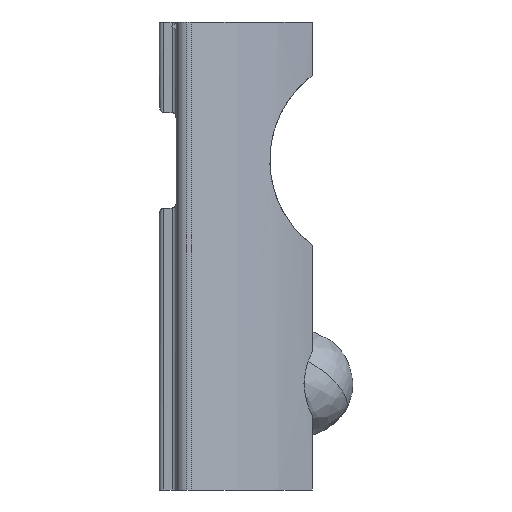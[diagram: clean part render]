
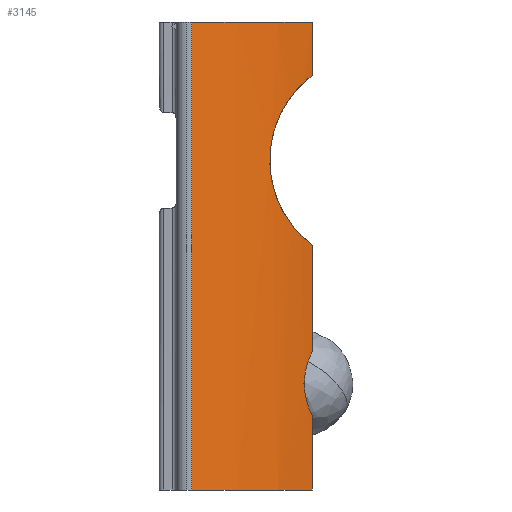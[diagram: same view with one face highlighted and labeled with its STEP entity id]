
A CAD part, left-side view. The second image highlights one B-rep face of the part: STEP entity #3145.
In plain terms, the highlighted cylindrical face has radius 15 mm (diameter 30 mm), a partial arc.
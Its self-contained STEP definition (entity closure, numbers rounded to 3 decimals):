
#18 = VECTOR ( 'NONE', #2706, 1000. ) ;
#97 = CARTESIAN_POINT ( 'NONE',  ( -2.5, -6.818, 5. ) ) ;
#139 = CIRCLE ( 'NONE', #722, 15. ) ;
#169 = ORIENTED_EDGE ( 'NONE', *, *, #2304, .T. ) ;
#196 = CIRCLE ( 'NONE', #3254, 15. ) ;
#220 = CARTESIAN_POINT ( 'NONE',  ( -4.122, -5.316, 14.406 ) ) ;
#230 = CARTESIAN_POINT ( 'NONE',  ( -2.328, -6.96, 19.32 ) ) ;
#345 = VERTEX_POINT ( 'NONE', #782 ) ;
#361 = VERTEX_POINT ( 'NONE', #1479 ) ;
#376 = CARTESIAN_POINT ( 'NONE',  ( -2.5, -6.818, 5.14 ) ) ;
#449 = CARTESIAN_POINT ( 'NONE',  ( -2.154, -7.088, 3.705 ) ) ;
#491 = CARTESIAN_POINT ( 'NONE',  ( -4.215, -5.215, 15.054 ) ) ;
#524 = EDGE_CURVE ( 'NONE', #361, #3398, #196, .T. ) ;
#647 = CARTESIAN_POINT ( 'NONE',  ( -2.488, -6.827, 5.278 ) ) ;
#665 = EDGE_CURVE ( 'NONE', #2702, #361, #746, .T. ) ;
#703 = DIRECTION ( 'NONE',  ( -1., 0., 0. ) ) ;
#705 = DIRECTION ( 'NONE',  ( 0., 0., 1. ) ) ;
#722 = AXIS2_PLACEMENT_3D ( 'NONE', #2662, #1042, #2930 ) ;
#726 = DIRECTION ( 'NONE',  ( 0., 0., 1. ) ) ;
#746 = LINE ( 'NONE', #3007, #18 ) ;
#762 = CARTESIAN_POINT ( 'NONE',  ( -4.229, -5.2, 15.717 ) ) ;
#782 = CARTESIAN_POINT ( 'NONE',  ( -2., -7.2, 6.5 ) ) ;
#850 = EDGE_CURVE ( 'NONE', #3398, #2900, #3222, .T. ) ;
#896 = ORIENTED_EDGE ( 'NONE', *, *, #665, .T. ) ;
#918 = EDGE_CURVE ( 'NONE', #1995, #2430, #1788, .T. ) ;
#925 = CARTESIAN_POINT ( 'NONE',  ( -2.409, -6.89, 5.681 ) ) ;
#960 = CARTESIAN_POINT ( 'NONE',  ( -2., -7.2, 11.5 ) ) ;
#968 = DIRECTION ( 'NONE',  ( 0., 0., -1. ) ) ;
#993 = CARTESIAN_POINT ( 'NONE',  ( -2.443, -6.864, 4.451 ) ) ;
#1017 = CARTESIAN_POINT ( 'NONE',  ( -2.628, -6.72, 11.893 ) ) ;
#1023 = CARTESIAN_POINT ( 'NONE',  ( -4.163, -5.272, 16.374 ) ) ;
#1042 = DIRECTION ( 'NONE',  ( 0., 0., 1. ) ) ;
#1079 = ORIENTED_EDGE ( 'NONE', *, *, #1328, .T. ) ;
#1176 = CARTESIAN_POINT ( 'NONE',  ( -2.154, -7.088, 6.295 ) ) ;
#1224 = CARTESIAN_POINT ( 'NONE',  ( 6.854, 4.908, 22. ) ) ;
#1254 = CARTESIAN_POINT ( 'NONE',  ( -2.5, -6.818, 4.86 ) ) ;
#1279 = CARTESIAN_POINT ( 'NONE',  ( -3.165, -6.257, 12.42 ) ) ;
#1288 = CARTESIAN_POINT ( 'NONE',  ( -3.966, -5.482, 17.21 ) ) ;
#1328 = EDGE_CURVE ( 'NONE', #345, #2215, #2654, .T. ) ;
#1460 = B_SPLINE_CURVE_WITH_KNOTS ( 'NONE', 3,
 ( #2371, #1815, #1017, #2906, #1279, #3167, #1552, #3440, #1826, #220, #2091, #491, #2376, #762, #2640, #1023, #2911, #1288, #3176, #1564, #3450, #1838, #230, #2101 ),
 .UNSPECIFIED., .F., .F.,
 ( 4, 2, 2, 2, 2, 2, 2, 2, 2, 2, 2, 4 ),
 ( 0., 0.001, 0.002, 0.003, 0.004, 0.005, 0.005, 0.006, 0.007, 0.008, 0.009, 0.011 ),
 .UNSPECIFIED. ) ;
#1479 = CARTESIAN_POINT ( 'NONE',  ( -6.702, -1.514, 0. ) ) ;
#1481 = FACE_OUTER_BOUND ( 'NONE', #1700, .T. ) ;
#1552 = CARTESIAN_POINT ( 'NONE',  ( -3.512, -5.935, 12.884 ) ) ;
#1564 = CARTESIAN_POINT ( 'NONE',  ( -3.413, -6.031, 18.289 ) ) ;
#1583 = ORIENTED_EDGE ( 'NONE', *, *, #850, .T. ) ;
#1662 = DIRECTION ( 'NONE',  ( 0., 0., 1. ) ) ;
#1700 = EDGE_LOOP ( 'NONE', ( #1583, #169, #1876, #1079, #1813, #3481, #3233, #896, #1793 ) ) ;
#1728 = B_SPLINE_CURVE_WITH_KNOTS ( 'NONE', 3,
 ( #97, #376, #647, #2529, #925, #2792, #1176, #3068 ),
 .UNSPECIFIED., .F., .F.,
 ( 4, 2, 2, 4 ),
 ( 0., 0., 0.001, 0.002 ),
 .UNSPECIFIED. ) ;
#1730 = AXIS2_PLACEMENT_3D ( 'NONE', #1224, #968, #703 ) ;
#1743 = CARTESIAN_POINT ( 'NONE',  ( -2., -7.2, 22. ) ) ;
#1788 = LINE ( 'NONE', #2574, #2893 ) ;
#1793 = ORIENTED_EDGE ( 'NONE', *, *, #524, .T. ) ;
#1813 = ORIENTED_EDGE ( 'NONE', *, *, #3313, .T. ) ;
#1815 = CARTESIAN_POINT ( 'NONE',  ( -2.328, -6.96, 11.68 ) ) ;
#1826 = CARTESIAN_POINT ( 'NONE',  ( -3.965, -5.482, 13.789 ) ) ;
#1838 = CARTESIAN_POINT ( 'NONE',  ( -2.628, -6.72, 19.107 ) ) ;
#1872 = CYLINDRICAL_SURFACE ( 'NONE', #1730, 15. ) ;
#1876 = ORIENTED_EDGE ( 'NONE', *, *, #3079, .T. ) ;
#1881 = CARTESIAN_POINT ( 'NONE',  ( -2.5, -6.818, 5. ) ) ;
#1939 = VECTOR ( 'NONE', #1662, 1000. ) ;
#1995 = VERTEX_POINT ( 'NONE', #2842 ) ;
#2054 = CARTESIAN_POINT ( 'NONE',  ( -2.278, -6.992, 3.935 ) ) ;
#2091 = CARTESIAN_POINT ( 'NONE',  ( -4.161, -5.274, 14.618 ) ) ;
#2101 = CARTESIAN_POINT ( 'NONE',  ( -2., -7.2, 19.5 ) ) ;
#2210 = CARTESIAN_POINT ( 'NONE',  ( -2., -7.2, 22. ) ) ;
#2215 = VERTEX_POINT ( 'NONE', #960 ) ;
#2304 = EDGE_CURVE ( 'NONE', #2900, #3486, #2917, .T. ) ;
#2339 = CARTESIAN_POINT ( 'NONE',  ( -2., -7.2, 3.5 ) ) ;
#2352 = DIRECTION ( 'NONE',  ( -1., 0., 0. ) ) ;
#2371 = CARTESIAN_POINT ( 'NONE',  ( -2., -7.2, 11.5 ) ) ;
#2376 = CARTESIAN_POINT ( 'NONE',  ( -4.229, -5.2, 15.277 ) ) ;
#2430 = VERTEX_POINT ( 'NONE', #3277 ) ;
#2514 = VECTOR ( 'NONE', #2565, 1000. ) ;
#2529 = CARTESIAN_POINT ( 'NONE',  ( -2.443, -6.863, 5.547 ) ) ;
#2565 = DIRECTION ( 'NONE',  ( 0., 0., 1. ) ) ;
#2574 = CARTESIAN_POINT ( 'NONE',  ( -2., -7.2, 22. ) ) ;
#2604 = CARTESIAN_POINT ( 'NONE',  ( -2.409, -6.89, 4.32 ) ) ;
#2640 = CARTESIAN_POINT ( 'NONE',  ( -4.216, -5.214, 15.937 ) ) ;
#2654 = LINE ( 'NONE', #2210, #1939 ) ;
#2662 = CARTESIAN_POINT ( 'NONE',  ( 6.854, 4.908, 22. ) ) ;
#2702 = VERTEX_POINT ( 'NONE', #3338 ) ;
#2706 = DIRECTION ( 'NONE',  ( 0., 0., -1. ) ) ;
#2792 = CARTESIAN_POINT ( 'NONE',  ( -2.278, -6.992, 6.064 ) ) ;
#2842 = CARTESIAN_POINT ( 'NONE',  ( -2., -7.2, 19.5 ) ) ;
#2872 = CARTESIAN_POINT ( 'NONE',  ( -2.488, -6.828, 4.72 ) ) ;
#2876 = CARTESIAN_POINT ( 'NONE',  ( 6.854, 4.908, 0. ) ) ;
#2893 = VECTOR ( 'NONE', #705, 1000. ) ;
#2900 = VERTEX_POINT ( 'NONE', #2914 ) ;
#2906 = CARTESIAN_POINT ( 'NONE',  ( -3.035, -6.372, 12.279 ) ) ;
#2910 = CARTESIAN_POINT ( 'NONE',  ( -2., -7.2, 0. ) ) ;
#2911 = CARTESIAN_POINT ( 'NONE',  ( -4.123, -5.315, 16.589 ) ) ;
#2914 = CARTESIAN_POINT ( 'NONE',  ( -2., -7.2, 3.5 ) ) ;
#2917 = B_SPLINE_CURVE_WITH_KNOTS ( 'NONE', 3,
 ( #2339, #449, #2054, #2604, #993, #2872, #1254, #3141 ),
 .UNSPECIFIED., .F., .F.,
 ( 4, 2, 2, 4 ),
 ( -0.002, -0.001, 0., 0. ),
 .UNSPECIFIED. ) ;
#2930 = DIRECTION ( 'NONE',  ( -1., 0., 0. ) ) ;
#3007 = CARTESIAN_POINT ( 'NONE',  ( -6.702, -1.514, 22. ) ) ;
#3068 = CARTESIAN_POINT ( 'NONE',  ( -2., -7.2, 6.5 ) ) ;
#3079 = EDGE_CURVE ( 'NONE', #3486, #345, #1728, .T. ) ;
#3141 = CARTESIAN_POINT ( 'NONE',  ( -2.5, -6.818, 5. ) ) ;
#3145 = ADVANCED_FACE ( 'NONE', ( #1481 ), #1872, .T. ) ;
#3167 = CARTESIAN_POINT ( 'NONE',  ( -3.403, -6.038, 12.723 ) ) ;
#3176 = CARTESIAN_POINT ( 'NONE',  ( -3.809, -5.646, 17.601 ) ) ;
#3222 = LINE ( 'NONE', #1743, #2514 ) ;
#3233 = ORIENTED_EDGE ( 'NONE', *, *, #3414, .F. ) ;
#3254 = AXIS2_PLACEMENT_3D ( 'NONE', #2876, #726, #2352 ) ;
#3277 = CARTESIAN_POINT ( 'NONE',  ( -2., -7.2, 22. ) ) ;
#3313 = EDGE_CURVE ( 'NONE', #2215, #1995, #1460, .T. ) ;
#3338 = CARTESIAN_POINT ( 'NONE',  ( -6.702, -1.514, 22. ) ) ;
#3398 = VERTEX_POINT ( 'NONE', #2910 ) ;
#3414 = EDGE_CURVE ( 'NONE', #2702, #2430, #139, .T. ) ;
#3440 = CARTESIAN_POINT ( 'NONE',  ( -3.808, -5.646, 13.398 ) ) ;
#3450 = CARTESIAN_POINT ( 'NONE',  ( -3.17, -6.257, 18.593 ) ) ;
#3481 = ORIENTED_EDGE ( 'NONE', *, *, #918, .T. ) ;
#3486 = VERTEX_POINT ( 'NONE', #1881 ) ;
